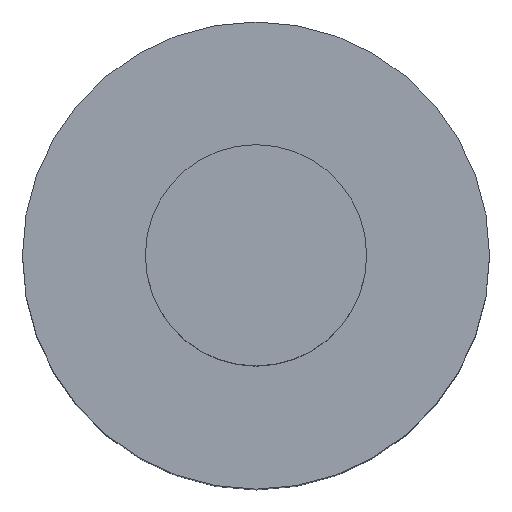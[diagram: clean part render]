
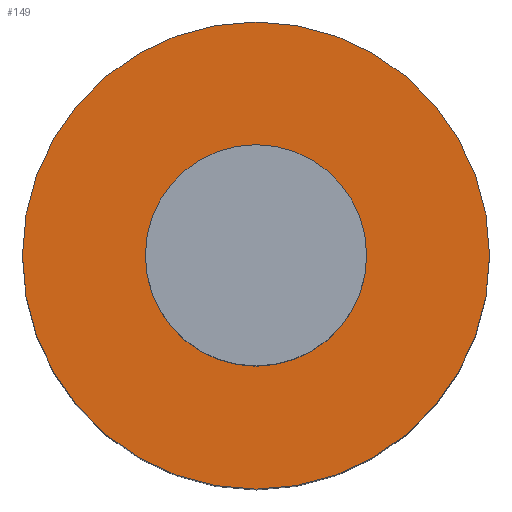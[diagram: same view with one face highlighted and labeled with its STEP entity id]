
A CAD part, top view. The second image highlights one B-rep face of the part: STEP entity #149.
In plain terms, the highlighted planar face has unit normal (0, 0, 1).
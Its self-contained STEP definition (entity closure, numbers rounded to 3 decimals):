
#46=FACE_BOUND('',#73,.T.);
#50=PLANE('',#189);
#63=FACE_OUTER_BOUND('',#72,.T.);
#72=EDGE_LOOP('',(#137));
#73=EDGE_LOOP('',(#138));
#91=CIRCLE('',#184,4.5);
#93=CIRCLE('',#188,9.5);
#99=VERTEX_POINT('',#290);
#101=VERTEX_POINT('',#297);
#111=EDGE_CURVE('',#99,#99,#91,.T.);
#114=EDGE_CURVE('',#101,#101,#93,.T.);
#137=ORIENTED_EDGE('',*,*,#114,.T.);
#138=ORIENTED_EDGE('',*,*,#111,.T.);
#149=ADVANCED_FACE('',(#63,#46),#50,.T.);
#184=AXIS2_PLACEMENT_3D('',#292,#230,#231);
#188=AXIS2_PLACEMENT_3D('',#299,#239,#240);
#189=AXIS2_PLACEMENT_3D('',#300,#241,#242);
#230=DIRECTION('center_axis',(0.,0.,-1.));
#231=DIRECTION('ref_axis',(1.,0.,0.));
#239=DIRECTION('center_axis',(0.,0.,1.));
#240=DIRECTION('ref_axis',(1.,0.,0.));
#241=DIRECTION('center_axis',(0.,0.,1.));
#242=DIRECTION('ref_axis',(1.,0.,0.));
#290=CARTESIAN_POINT('',(-4.5,0.,0.));
#292=CARTESIAN_POINT('Origin',(0.,0.,0.));
#297=CARTESIAN_POINT('',(-9.5,0.,0.));
#299=CARTESIAN_POINT('Origin',(0.,0.,0.));
#300=CARTESIAN_POINT('Origin',(0.,0.,0.));
